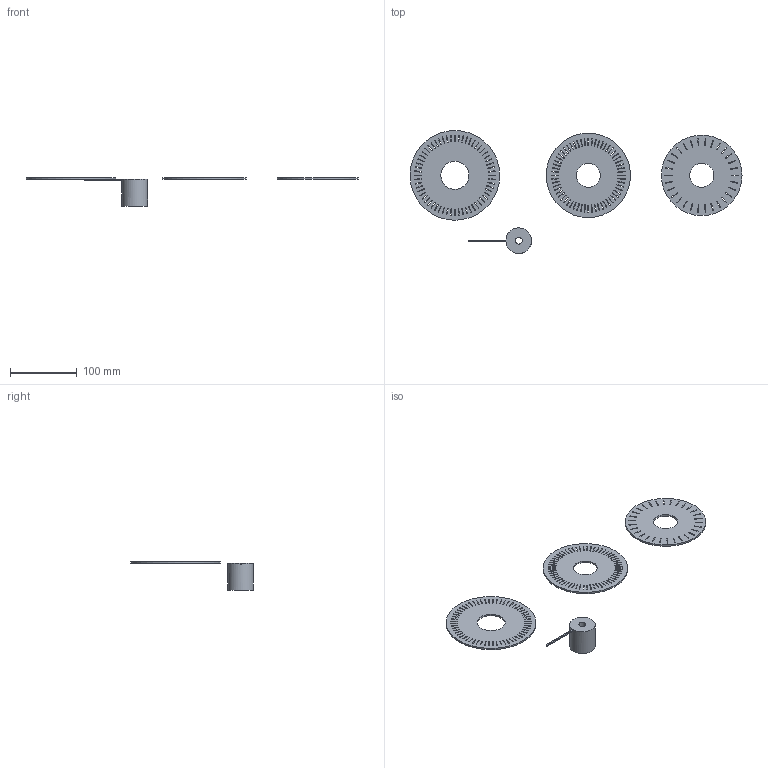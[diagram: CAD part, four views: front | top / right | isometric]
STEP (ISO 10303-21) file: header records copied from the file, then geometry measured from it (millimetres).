
FILE_DESCRIPTION(/* description */ (''),/* implementation_level */ '2;1');
FILE_NAME(/* name */ 'Clock faces-mk1.step',/* time_stamp */ '2024-08-05T14:40:42-07:00',/* author */ (''),/* organization */ (''),/* preprocessor_version */ 'ST-DEVELOPER v20',/* originating_system */ 'Autodesk Translation Framework v13.14.0.145',/* authorisation */ '');
FILE_SCHEMA (('AUTOMOTIVE_DESIGN { 1 0 10303 214 3 1 1 }'));
Length unit declared in the file: millimetre
Products named in the file (1): FusionComponent
Bounding box: 497.65 x 184.33 x 42.5 mm (x, y, z)
Volume: 126067.9 mm3; surface area: 87478.1 mm2
Topology: 4 solids, 4 shells, 620 faces, 1836 edges, 1224 vertices
Faces by surface type: plane 311, cylinder 309
Full cylindrical faces by diameter (mm): 10.388 x1, 35.998 x1, 36.056 x1, 38.31 x1, 42.074 x1, 120.758 x1, 126.491 x1, 134.543 x1
Entity records: 21546 total; most frequent: DIRECTION 3698, CARTESIAN_POINT 3681, ORIENTED_EDGE 3672, EDGE_CURVE 1836, AXIS2_PLACEMENT_3D 1241, VERTEX_POINT 1224, LINE 1216, VECTOR 1216
